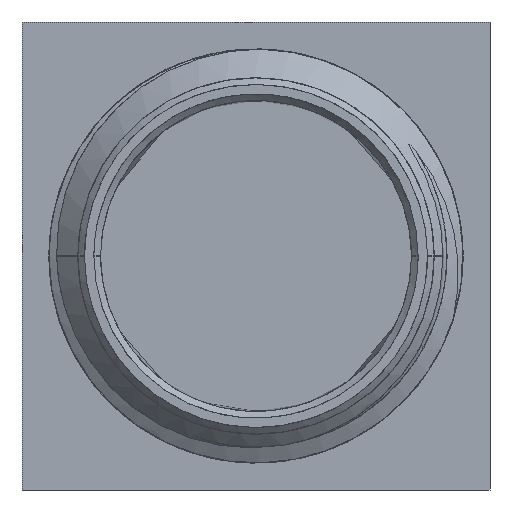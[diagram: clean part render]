
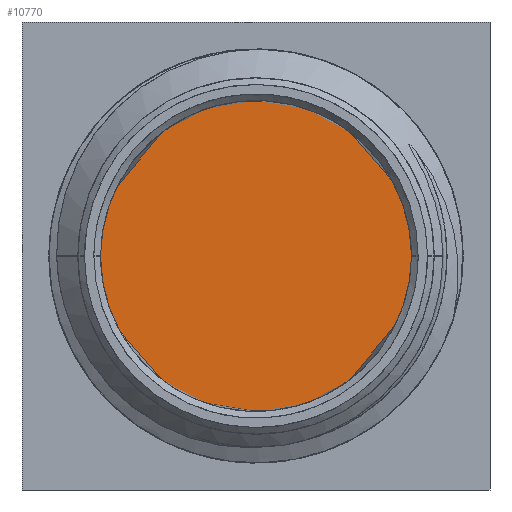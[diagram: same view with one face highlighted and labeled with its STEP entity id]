
A CAD part, left-side view. The second image highlights one B-rep face of the part: STEP entity #10770.
In plain terms, the highlighted free-form (B-spline) face has degree [1, 1] with [2, 2] control points.
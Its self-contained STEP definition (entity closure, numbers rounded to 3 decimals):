
#10770 = ADVANCED_FACE('',(#10771),#10808,.T.);
#10771 = FACE_BOUND('',#10772,.T.);
#10772 = EDGE_LOOP('',(#10773,#10840));
#10773 = ORIENTED_EDGE('',*,*,#10774,.F.);
#10774 = EDGE_CURVE('',#10775,#10777,#10779,.T.);
#10775 = VERTEX_POINT('',#10776);
#10776 = CARTESIAN_POINT('',(-5.8,2.325,0.));
#10777 = VERTEX_POINT('',#10778);
#10778 = CARTESIAN_POINT('',(-5.8,-2.325,0.));
#10779 = SURFACE_CURVE('',#10780,(#10807),.PCURVE_S1.);
#10780 = B_SPLINE_CURVE_WITH_KNOTS('',13,(#10781,#10782,#10783,#10784,
    #10785,#10786,#10787,#10788,#10789,#10790,#10791,#10792,#10793,
    #10794,#10795,#10796,#10797,#10798,#10799,#10800,#10801,#10802,
    #10803,#10804,#10805,#10806),.UNSPECIFIED.,.F.,.F.,(14,12,14),(0.,
    0.524,1.),.UNSPECIFIED.);
#10781 = CARTESIAN_POINT('',(-5.8,2.325,0.));
#10782 = CARTESIAN_POINT('',(-5.8,2.325,
    0.294));
#10783 = CARTESIAN_POINT('',(-5.8,2.284,
    0.589));
#10784 = CARTESIAN_POINT('',(-5.8,2.204,
    0.877));
#10785 = CARTESIAN_POINT('',(-5.8,2.086,
    1.154));
#10786 = CARTESIAN_POINT('',(-5.8,1.922,
    1.41));
#10787 = CARTESIAN_POINT('',(-5.8,1.741,1.648
    ));
#10788 = CARTESIAN_POINT('',(-5.8,1.506,
    1.851));
#10789 = CARTESIAN_POINT('',(-5.8,1.267,
    2.028));
#10790 = CARTESIAN_POINT('',(-5.8,0.993,
    2.164));
#10791 = CARTESIAN_POINT('',(-5.8,0.71,
    2.264));
#10792 = CARTESIAN_POINT('',(-5.8,0.416,
    2.322));
#10793 = CARTESIAN_POINT('',(-5.8,0.12,
    2.34));
#10794 = CARTESIAN_POINT('',(-5.8,-0.441,
    2.299));
#10795 = CARTESIAN_POINT('',(-5.8,-0.705,
    2.245));
#10796 = CARTESIAN_POINT('',(-5.8,-0.962,
    2.159));
#10797 = CARTESIAN_POINT('',(-5.8,-1.209,
    2.041));
#10798 = CARTESIAN_POINT('',(-5.8,-1.437,
    1.893));
#10799 = CARTESIAN_POINT('',(-5.8,-1.649,
    1.717));
#10800 = CARTESIAN_POINT('',(-5.8,-1.835,
    1.515));
#10801 = CARTESIAN_POINT('',(-5.8,-1.994,
    1.292));
#10802 = CARTESIAN_POINT('',(-5.8,-2.126,1.052
    ));
#10803 = CARTESIAN_POINT('',(-5.8,-2.225,
    0.798));
#10804 = CARTESIAN_POINT('',(-5.8,-2.291,
    0.535));
#10805 = CARTESIAN_POINT('',(-5.8,-2.325,
    0.268));
#10806 = CARTESIAN_POINT('',(-5.8,-2.325,0.));
#10807 = PCURVE('',#10808,#10813);
#10808 = B_SPLINE_SURFACE_WITH_KNOTS('',1,1,(
    (#10809,#10810)
    ,(#10811,#10812
    )),.UNSPECIFIED.,.F.,.F.,.F.,(2,2),(2,2),(-2.325,2.325),(
    -2.327,2.327),.PIECEWISE_BEZIER_KNOTS.);
#10809 = CARTESIAN_POINT('',(-5.8,-2.325,2.327));
#10810 = CARTESIAN_POINT('',(-5.8,-2.325,-2.327));
#10811 = CARTESIAN_POINT('',(-5.8,2.325,2.327));
#10812 = CARTESIAN_POINT('',(-5.8,2.325,-2.327));
#10813 = DEFINITIONAL_REPRESENTATION('',(#10814),#10839);
#10814 = B_SPLINE_CURVE_WITH_KNOTS('',3,(#10815,#10816,#10817,#10818,
    #10819,#10820,#10821,#10822,#10823,#10824,#10825,#10826,#10827,
    #10828,#10829,#10830,#10831,#10832,#10833,#10834,#10835,#10836,
    #10837,#10838),.UNSPECIFIED.,.F.,.F.,(4,1,1,1,1,1,1,1,1,1,1,1,1,1,1,
    1,1,1,1,1,1,4),(0.,0.048,0.095,
    0.143,0.19,0.238,0.286,
    0.333,0.381,0.429,0.476,
    0.524,0.571,0.619,0.667,
    0.714,0.762,0.81,0.857,
    0.905,0.952,1.),.UNSPECIFIED.);
#10815 = CARTESIAN_POINT('',(2.325,0.));
#10816 = CARTESIAN_POINT('',(2.325,-0.116));
#10817 = CARTESIAN_POINT('',(2.308,-0.348));
#10818 = CARTESIAN_POINT('',(2.23,-0.688));
#10819 = CARTESIAN_POINT('',(2.103,-1.013));
#10820 = CARTESIAN_POINT('',(1.928,-1.315));
#10821 = CARTESIAN_POINT('',(1.711,-1.587));
#10822 = CARTESIAN_POINT('',(1.455,-1.825));
#10823 = CARTESIAN_POINT('',(1.167,-2.021));
#10824 = CARTESIAN_POINT('',(0.853,-2.172));
#10825 = CARTESIAN_POINT('',(0.519,-2.275));
#10826 = CARTESIAN_POINT('',(0.174,-2.327));
#10827 = CARTESIAN_POINT('',(-0.174,-2.327));
#10828 = CARTESIAN_POINT('',(-0.519,-2.275));
#10829 = CARTESIAN_POINT('',(-0.853,-2.172));
#10830 = CARTESIAN_POINT('',(-1.167,-2.021));
#10831 = CARTESIAN_POINT('',(-1.455,-1.825));
#10832 = CARTESIAN_POINT('',(-1.711,-1.587));
#10833 = CARTESIAN_POINT('',(-1.928,-1.315));
#10834 = CARTESIAN_POINT('',(-2.103,-1.013));
#10835 = CARTESIAN_POINT('',(-2.23,-0.688));
#10836 = CARTESIAN_POINT('',(-2.308,-0.348));
#10837 = CARTESIAN_POINT('',(-2.325,-0.116));
#10838 = CARTESIAN_POINT('',(-2.325,0.));
#10839 = ( GEOMETRIC_REPRESENTATION_CONTEXT(2) 
PARAMETRIC_REPRESENTATION_CONTEXT() REPRESENTATION_CONTEXT('2D SPACE',''
  ) );
#10840 = ORIENTED_EDGE('',*,*,#10841,.F.);
#10841 = EDGE_CURVE('',#10777,#10775,#10842,.T.);
#10842 = SURFACE_CURVE('',#10843,(#10870),.PCURVE_S1.);
#10843 = B_SPLINE_CURVE_WITH_KNOTS('',13,(#10844,#10845,#10846,#10847,
    #10848,#10849,#10850,#10851,#10852,#10853,#10854,#10855,#10856,
    #10857,#10858,#10859,#10860,#10861,#10862,#10863,#10864,#10865,
    #10866,#10867,#10868,#10869),.UNSPECIFIED.,.F.,.F.,(14,12,14),(0.,
    0.524,1.),.UNSPECIFIED.);
#10844 = CARTESIAN_POINT('',(-5.8,-2.325,0.));
#10845 = CARTESIAN_POINT('',(-5.8,-2.325,
    -0.294));
#10846 = CARTESIAN_POINT('',(-5.8,-2.284,
    -0.589));
#10847 = CARTESIAN_POINT('',(-5.8,-2.204,
    -0.877));
#10848 = CARTESIAN_POINT('',(-5.8,-2.086,
    -1.154));
#10849 = CARTESIAN_POINT('',(-5.8,-1.922,
    -1.41));
#10850 = CARTESIAN_POINT('',(-5.8,-1.741,
    -1.648));
#10851 = CARTESIAN_POINT('',(-5.8,-1.506,
    -1.851));
#10852 = CARTESIAN_POINT('',(-5.8,-1.267,
    -2.028));
#10853 = CARTESIAN_POINT('',(-5.8,-0.993,
    -2.164));
#10854 = CARTESIAN_POINT('',(-5.8,-0.71,
    -2.264));
#10855 = CARTESIAN_POINT('',(-5.8,-0.416,
    -2.322));
#10856 = CARTESIAN_POINT('',(-5.8,-0.12,
    -2.34));
#10857 = CARTESIAN_POINT('',(-5.8,0.441,
    -2.299));
#10858 = CARTESIAN_POINT('',(-5.8,0.705,
    -2.245));
#10859 = CARTESIAN_POINT('',(-5.8,0.962,
    -2.159));
#10860 = CARTESIAN_POINT('',(-5.8,1.209,
    -2.041));
#10861 = CARTESIAN_POINT('',(-5.8,1.437,
    -1.893));
#10862 = CARTESIAN_POINT('',(-5.8,1.649,
    -1.717));
#10863 = CARTESIAN_POINT('',(-5.8,1.835,
    -1.515));
#10864 = CARTESIAN_POINT('',(-5.8,1.994,
    -1.292));
#10865 = CARTESIAN_POINT('',(-5.8,2.126,-1.052
    ));
#10866 = CARTESIAN_POINT('',(-5.8,2.225,
    -0.798));
#10867 = CARTESIAN_POINT('',(-5.8,2.291,
    -0.535));
#10868 = CARTESIAN_POINT('',(-5.8,2.325,
    -0.268));
#10869 = CARTESIAN_POINT('',(-5.8,2.325,0.));
#10870 = PCURVE('',#10808,#10871);
#10871 = DEFINITIONAL_REPRESENTATION('',(#10872),#10897);
#10872 = B_SPLINE_CURVE_WITH_KNOTS('',3,(#10873,#10874,#10875,#10876,
    #10877,#10878,#10879,#10880,#10881,#10882,#10883,#10884,#10885,
    #10886,#10887,#10888,#10889,#10890,#10891,#10892,#10893,#10894,
    #10895,#10896),.UNSPECIFIED.,.F.,.F.,(4,1,1,1,1,1,1,1,1,1,1,1,1,1,1,
    1,1,1,1,1,1,4),(0.,0.048,0.095,
    0.143,0.19,0.238,0.286,
    0.333,0.381,0.429,0.476,
    0.524,0.571,0.619,0.667,
    0.714,0.762,0.81,0.857,
    0.905,0.952,1.),.UNSPECIFIED.);
#10873 = CARTESIAN_POINT('',(-2.325,0.));
#10874 = CARTESIAN_POINT('',(-2.325,0.116));
#10875 = CARTESIAN_POINT('',(-2.308,0.348));
#10876 = CARTESIAN_POINT('',(-2.23,0.688));
#10877 = CARTESIAN_POINT('',(-2.103,1.013));
#10878 = CARTESIAN_POINT('',(-1.928,1.315));
#10879 = CARTESIAN_POINT('',(-1.711,1.587));
#10880 = CARTESIAN_POINT('',(-1.455,1.825));
#10881 = CARTESIAN_POINT('',(-1.167,2.021));
#10882 = CARTESIAN_POINT('',(-0.853,2.172));
#10883 = CARTESIAN_POINT('',(-0.519,2.275));
#10884 = CARTESIAN_POINT('',(-0.174,2.327));
#10885 = CARTESIAN_POINT('',(0.174,2.327));
#10886 = CARTESIAN_POINT('',(0.519,2.275));
#10887 = CARTESIAN_POINT('',(0.853,2.172));
#10888 = CARTESIAN_POINT('',(1.167,2.021));
#10889 = CARTESIAN_POINT('',(1.455,1.825));
#10890 = CARTESIAN_POINT('',(1.711,1.587));
#10891 = CARTESIAN_POINT('',(1.928,1.315));
#10892 = CARTESIAN_POINT('',(2.103,1.013));
#10893 = CARTESIAN_POINT('',(2.23,0.688));
#10894 = CARTESIAN_POINT('',(2.308,0.348));
#10895 = CARTESIAN_POINT('',(2.325,0.116));
#10896 = CARTESIAN_POINT('',(2.325,0.));
#10897 = ( GEOMETRIC_REPRESENTATION_CONTEXT(2) 
PARAMETRIC_REPRESENTATION_CONTEXT() REPRESENTATION_CONTEXT('2D SPACE',''
  ) );
